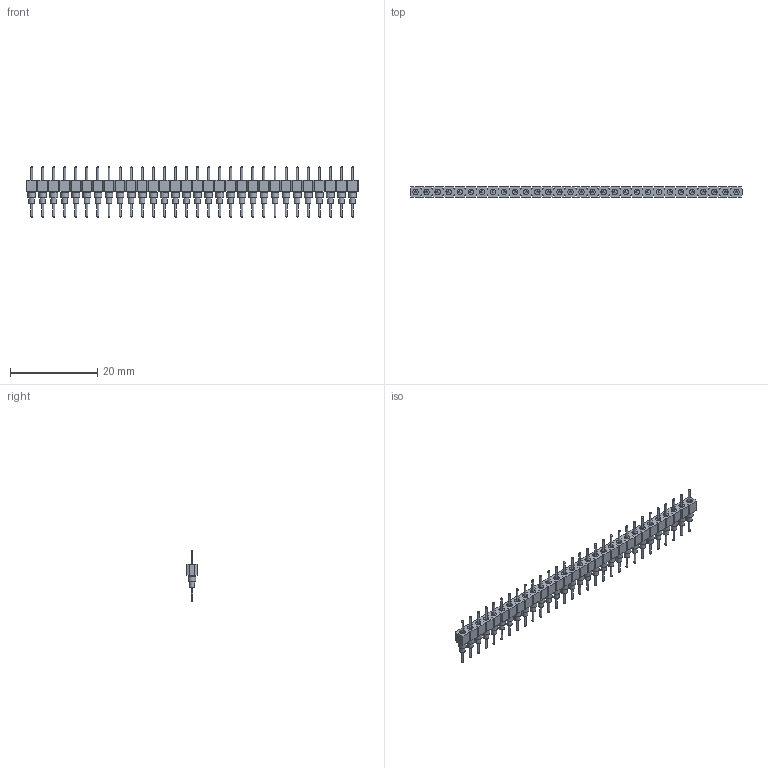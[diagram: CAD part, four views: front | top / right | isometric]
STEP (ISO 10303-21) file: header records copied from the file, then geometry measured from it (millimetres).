
FILE_DESCRIPTION(('FreeCAD Model'),'2;1');
FILE_NAME('Open CASCADE Shape Model','2025-01-12T11:49:57',(''),(''), 'Open CASCADE STEP processor 7.8','FreeCAD','Unknown');
FILE_SCHEMA(('AUTOMOTIVE_DESIGN { 1 0 10303 214 1 1 1 1 }'));
Length unit declared in the file: millimetre
Products named in the file (31): BBS-130-G-A_pins029; BBS-130-G-A_socket; BBS-130-G-A_pins; BBS-130-G-A_pins001; BBS-130-G-A_pins002; BBS-130-G-A_pins003; BBS-130-G-A_pins004; BBS-130-G-A_pins005; BBS-130-G-A_pins006; BBS-130-G-A_pins007; BBS-130-G-A_pins008; BBS-130-G-A_pins009; BBS-130-G-A_pins010; BBS-130-G-A_pins011; BBS-130-G-A_pins012; BBS-130-G-A_pins013; BBS-130-G-A_pins014; BBS-130-G-A_pins015; BBS-130-G-A_pins016; BBS-130-G-A_pins017; BBS-130-G-A_pins018; BBS-130-G-A_pins019; BBS-130-G-A_pins020; BBS-130-G-A_pins021; BBS-130-G-A_pins022; BBS-130-G-A_pins023; BBS-130-G-A_pins024; BBS-130-G-A_pins025; BBS-130-G-A_pins026; BBS-130-G-A_pins027; BBS-130-G-A_pins028
Bounding box: 76.2 x 2.44 x 11.68 mm (x, y, z)
Volume: 636 mm3; surface area: 2234.4 mm2
Topology: 31 solids, 31 shells, 544 faces, 1296 edges, 874 vertices
Faces by surface type: plane 304, cylinder 180, sphere 60
Full cylindrical faces by diameter (mm): 0.457 x60, 1.27 x90, 1.778 x30
Entity records: 16252 total; most frequent: CARTESIAN_POINT 3135, DIRECTION 2536, ORIENTED_EDGE 2472, EDGE_CURVE 1236, AXIS2_PLACEMENT_3D 995, VERTEX_POINT 874, FACE_BOUND 724, EDGE_LOOP 724
